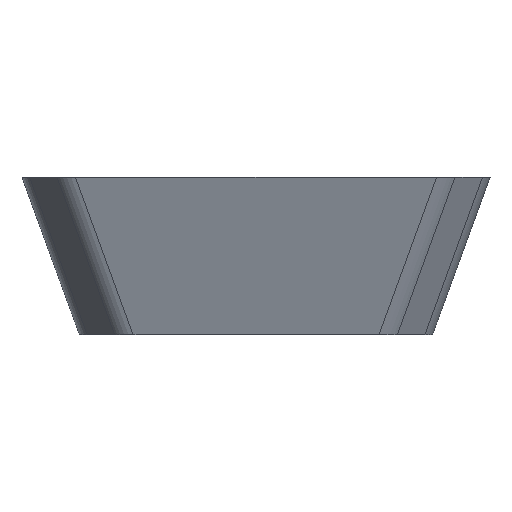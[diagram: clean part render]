
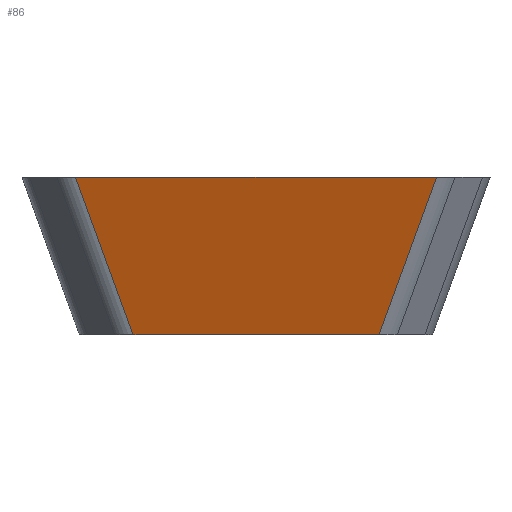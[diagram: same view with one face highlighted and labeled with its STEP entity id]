
A CAD part, front view. The second image highlights one B-rep face of the part: STEP entity #86.
In plain terms, the highlighted planar face has unit normal (0, -0.94, -0.342).
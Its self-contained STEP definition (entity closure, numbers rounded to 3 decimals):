
#86=ADVANCED_FACE('',(#135),#116,.F.);
#116=PLANE('',#684);
#135=FACE_OUTER_BOUND('',#161,.T.);
#161=EDGE_LOOP('',(#245,#246,#247,#248,#249,#250,#251));
#245=ORIENTED_EDGE('',*,*,#457,.T.);
#246=ORIENTED_EDGE('',*,*,#463,.T.);
#247=ORIENTED_EDGE('',*,*,#464,.T.);
#248=ORIENTED_EDGE('',*,*,#465,.T.);
#249=ORIENTED_EDGE('',*,*,#466,.F.);
#250=ORIENTED_EDGE('',*,*,#467,.T.);
#251=ORIENTED_EDGE('',*,*,#459,.T.);
#396=VERTEX_POINT('',#1075);
#397=VERTEX_POINT('',#1077);
#398=VERTEX_POINT('',#1084);
#401=VERTEX_POINT('',#1107);
#402=VERTEX_POINT('',#1109);
#403=VERTEX_POINT('',#1111);
#404=VERTEX_POINT('',#1113);
#457=EDGE_CURVE('',#397,#396,#530,.T.);
#459=EDGE_CURVE('',#398,#397,#633,.T.);
#463=EDGE_CURVE('',#396,#401,#531,.T.);
#464=EDGE_CURVE('',#401,#402,#532,.T.);
#465=EDGE_CURVE('',#402,#403,#533,.T.);
#466=EDGE_CURVE('',#404,#403,#534,.T.);
#467=EDGE_CURVE('',#404,#398,#535,.T.);
#530=LINE('',#1076,#574);
#531=LINE('',#1106,#575);
#532=LINE('',#1108,#576);
#533=LINE('',#1110,#577);
#534=LINE('',#1112,#578);
#535=LINE('',#1114,#579);
#574=VECTOR('',#743,1.);
#575=VECTOR('',#754,1.);
#576=VECTOR('',#755,1.);
#577=VECTOR('',#756,1.);
#578=VECTOR('',#757,1.);
#579=VECTOR('',#758,1.);
#633=B_SPLINE_CURVE_WITH_KNOTS('',3,(#1080,#1081,#1082,#1083),
 .UNSPECIFIED.,.F.,.F.,(4,4),(0.,1.),.UNSPECIFIED.);
#684=AXIS2_PLACEMENT_3D('',#1115,#759,#760);
#743=DIRECTION('',(0.958,0.098,-0.27));
#754=DIRECTION('',(1.,0.,0.));
#755=DIRECTION('',(0.324,-0.324,0.889));
#756=DIRECTION('',(-1.,0.,0.));
#757=DIRECTION('',(-0.324,-0.324,0.889));
#758=DIRECTION('',(1.,0.,0.));
#759=DIRECTION('',(0.,0.94,0.342));
#760=DIRECTION('',(0.,-0.342,0.94));
#1075=CARTESIAN_POINT('',(-2.926,-6.799,-6.08));
#1076=CARTESIAN_POINT('',(-2.939,-6.8,-6.076));
#1077=CARTESIAN_POINT('',(-2.939,-6.8,-6.076));
#1080=CARTESIAN_POINT('',(-2.94,-6.799,-6.08));
#1081=CARTESIAN_POINT('',(-2.94,-6.8,-6.079));
#1082=CARTESIAN_POINT('',(-2.94,-6.8,-6.078));
#1083=CARTESIAN_POINT('',(-2.939,-6.8,-6.076));
#1084=CARTESIAN_POINT('',(-2.94,-6.799,-6.08));
#1106=CARTESIAN_POINT('',(-7.722,-6.799,-6.08));
#1107=CARTESIAN_POINT('',(4.738,-6.799,-6.08));
#1108=CARTESIAN_POINT('',(3.715,-5.776,-8.891));
#1109=CARTESIAN_POINT('',(6.951,-9.012,0.));
#1110=CARTESIAN_POINT('',(-7.722,-9.012,0.));
#1111=CARTESIAN_POINT('',(-6.951,-9.012,0.));
#1112=CARTESIAN_POINT('',(-3.715,-5.776,-8.891));
#1113=CARTESIAN_POINT('',(-4.738,-6.799,-6.08));
#1114=CARTESIAN_POINT('',(-7.722,-6.799,-6.08));
#1115=CARTESIAN_POINT('',(-7.722,-9.012,0.));
